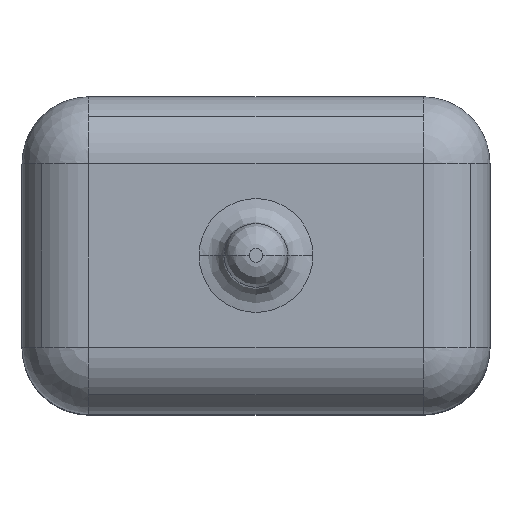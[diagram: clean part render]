
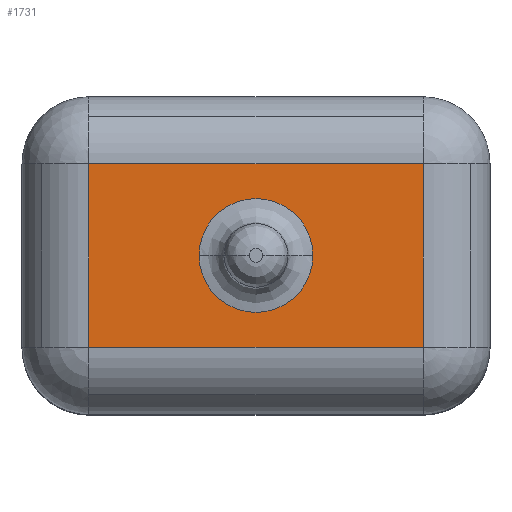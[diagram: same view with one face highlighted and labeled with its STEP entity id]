
A CAD part, top view. The second image highlights one B-rep face of the part: STEP entity #1731.
In plain terms, the highlighted planar face has unit normal (0, 0, 1).
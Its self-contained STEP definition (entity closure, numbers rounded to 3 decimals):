
#605=CARTESIAN_POINT('',(0.206,1.353,-1.52));
#606=VERTEX_POINT('',#605);
#614=CARTESIAN_POINT('',(2.206,1.353,-1.52));
#615=VERTEX_POINT('',#614);
#616=CARTESIAN_POINT('',(0.206,1.353,-1.52));
#617=DIRECTION('',(1.0,0.0,0.0));
#618=VECTOR('',#617,2.);
#619=LINE('',#616,#618);
#620=EDGE_CURVE('',#606,#615,#619,.T.);
#696=CARTESIAN_POINT('',(2.206,0.253,-1.52));
#697=VERTEX_POINT('',#696);
#698=CARTESIAN_POINT('',(2.206,1.353,-1.52));
#699=DIRECTION('',(0.0,-1.0,0.0));
#700=VECTOR('',#699,1.1);
#701=LINE('',#698,#700);
#702=EDGE_CURVE('',#615,#697,#701,.T.);
#729=CARTESIAN_POINT('',(0.206,0.253,-1.52));
#730=VERTEX_POINT('',#729);
#738=CARTESIAN_POINT('',(0.206,0.253,-1.52));
#739=DIRECTION('',(0.0,1.0,0.0));
#740=VECTOR('',#739,1.1);
#741=LINE('',#738,#740);
#742=EDGE_CURVE('',#730,#606,#741,.T.);
#776=CARTESIAN_POINT('',(2.206,0.253,-1.52));
#777=DIRECTION('',(-1.0,0.0,0.0));
#778=VECTOR('',#777,2.);
#779=LINE('',#776,#778);
#780=EDGE_CURVE('',#697,#730,#779,.T.);
#1399=CARTESIAN_POINT('',(1.547,0.803,-1.52));
#1400=VERTEX_POINT('',#1399);
#1417=CARTESIAN_POINT('',(0.866,0.803,-1.52));
#1418=VERTEX_POINT('',#1417);
#1426=CARTESIAN_POINT('',(1.206,0.803,-1.52));
#1427=DIRECTION('',(0.0,0.0,1.0));
#1428=DIRECTION('',(-1.0,0.0,0.0));
#1429=AXIS2_PLACEMENT_3D('',#1426,#1427,#1428);
#1430=CIRCLE('',#1429,0.341);
#1431=EDGE_CURVE('',#1418,#1400,#1430,.T.);
#1704=CARTESIAN_POINT('',(1.206,0.803,-1.52));
#1705=DIRECTION('',(0.0,0.0,1.0));
#1706=DIRECTION('',(-1.0,0.0,0.0));
#1707=AXIS2_PLACEMENT_3D('',#1704,#1705,#1706);
#1708=CIRCLE('',#1707,0.341);
#1709=EDGE_CURVE('',#1400,#1418,#1708,.T.);
#1716=CARTESIAN_POINT('',(2.003,0.857,-1.52));
#1717=DIRECTION('',(0.0,0.0,1.0));
#1718=DIRECTION('',(1.0,0.0,0.0));
#1719=AXIS2_PLACEMENT_3D('',#1716,#1717,#1718);
#1720=PLANE('',#1719);
#1721=ORIENTED_EDGE('',*,*,#780,.F.);
#1722=ORIENTED_EDGE('',*,*,#702,.F.);
#1723=ORIENTED_EDGE('',*,*,#620,.F.);
#1724=ORIENTED_EDGE('',*,*,#742,.F.);
#1725=EDGE_LOOP('',(#1721,#1722,#1723,#1724));
#1726=FACE_OUTER_BOUND('',#1725,.T.);
#1727=ORIENTED_EDGE('',*,*,#1709,.F.);
#1728=ORIENTED_EDGE('',*,*,#1431,.F.);
#1729=EDGE_LOOP('',(#1727,#1728));
#1730=FACE_BOUND('',#1729,.T.);
#1731=ADVANCED_FACE('',(#1726,#1730),#1720,.T.);
